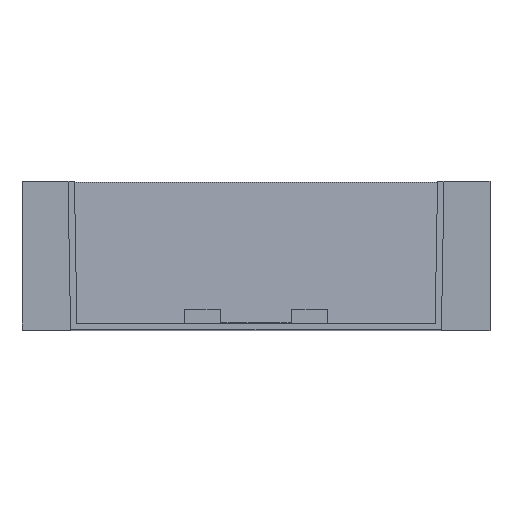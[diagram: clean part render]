
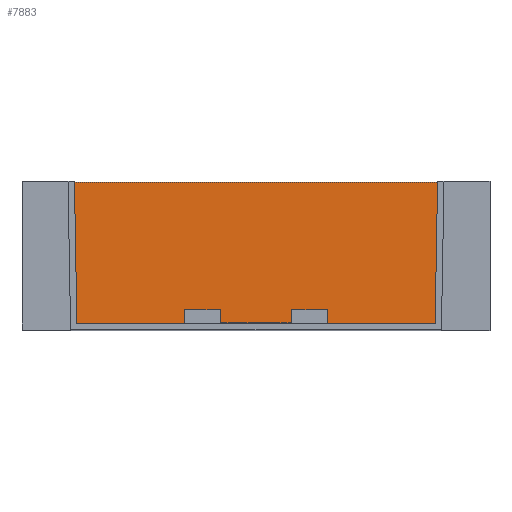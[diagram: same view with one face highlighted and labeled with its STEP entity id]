
A CAD part, top view. The second image highlights one B-rep face of the part: STEP entity #7883.
In plain terms, the highlighted planar face has unit normal (0, 0.018, 1).
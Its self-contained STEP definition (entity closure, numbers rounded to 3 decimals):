
#93 = EDGE_LOOP ( 'NONE', ( #982, #3369, #7671, #10107 ) ) ;
#334 = CARTESIAN_POINT ( 'NONE',  ( -65.5, 41.6, -57.626 ) ) ;
#379 = VERTEX_POINT ( 'NONE', #2716 ) ;
#982 = ORIENTED_EDGE ( 'NONE', *, *, #10279, .T. ) ;
#1825 = DIRECTION ( 'NONE',  ( 0., -0.017, -1. ) ) ;
#2154 = VERTEX_POINT ( 'NONE', #5166 ) ;
#2334 = LINE ( 'NONE', #2419, #4497 ) ;
#2419 = CARTESIAN_POINT ( 'NONE',  ( -65.5, 41.619, -57.626 ) ) ;
#2459 = CARTESIAN_POINT ( 'NONE',  ( 65.5, 41.6, -57.626 ) ) ;
#2486 = VECTOR ( 'NONE', #3107, 1000. ) ;
#2716 = CARTESIAN_POINT ( 'NONE',  ( -65.5, 41.6, -57.626 ) ) ;
#3107 = DIRECTION ( 'NONE',  ( -1., 0., 0. ) ) ;
#3111 = EDGE_CURVE ( 'NONE', #2154, #10273, #3663, .T. ) ;
#3369 = ORIENTED_EDGE ( 'NONE', *, *, #3111, .F. ) ;
#3663 = LINE ( 'NONE', #9502, #8329 ) ;
#4497 = VECTOR ( 'NONE', #9802, 1000. ) ;
#4769 = CARTESIAN_POINT ( 'NONE',  ( 65.5, 0.031, -56.9 ) ) ;
#4871 = DIRECTION ( 'NONE',  ( -1., 0., 0. ) ) ;
#4946 = LINE ( 'NONE', #334, #2486 ) ;
#5147 = EDGE_CURVE ( 'NONE', #9770, #2154, #10492, .T. ) ;
#5166 = CARTESIAN_POINT ( 'NONE',  ( 65.5, 1.8, -56.931 ) ) ;
#5320 = AXIS2_PLACEMENT_3D ( 'NONE', #7378, #1825, #8290 ) ;
#5528 = VECTOR ( 'NONE', #5727, 1000. ) ;
#5727 = DIRECTION ( 'NONE',  ( 0., -1., 0.017 ) ) ;
#6114 = CARTESIAN_POINT ( 'NONE',  ( -65.5, 1.8, -56.931 ) ) ;
#7378 = CARTESIAN_POINT ( 'NONE',  ( -65.5, 0.031, -56.9 ) ) ;
#7519 = EDGE_CURVE ( 'NONE', #9770, #379, #4946, .T. ) ;
#7671 = ORIENTED_EDGE ( 'NONE', *, *, #5147, .F. ) ;
#7883 = ADVANCED_FACE ( 'NONE', ( #11975 ), #12045, .F. ) ;
#8290 = DIRECTION ( 'NONE',  ( 0., 1., -0.017 ) ) ;
#8329 = VECTOR ( 'NONE', #4871, 1000. ) ;
#9502 = CARTESIAN_POINT ( 'NONE',  ( -65.5, 1.8, -56.931 ) ) ;
#9770 = VERTEX_POINT ( 'NONE', #2459 ) ;
#9802 = DIRECTION ( 'NONE',  ( 0., -1., 0.017 ) ) ;
#10107 = ORIENTED_EDGE ( 'NONE', *, *, #7519, .T. ) ;
#10273 = VERTEX_POINT ( 'NONE', #6114 ) ;
#10279 = EDGE_CURVE ( 'NONE', #379, #10273, #2334, .T. ) ;
#10492 = LINE ( 'NONE', #4769, #5528 ) ;
#11975 = FACE_OUTER_BOUND ( 'NONE', #93, .T. ) ;
#12045 = PLANE ( 'NONE',  #5320 ) ;
